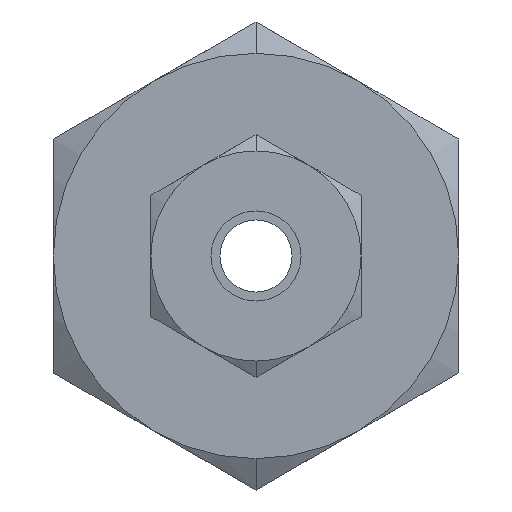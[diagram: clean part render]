
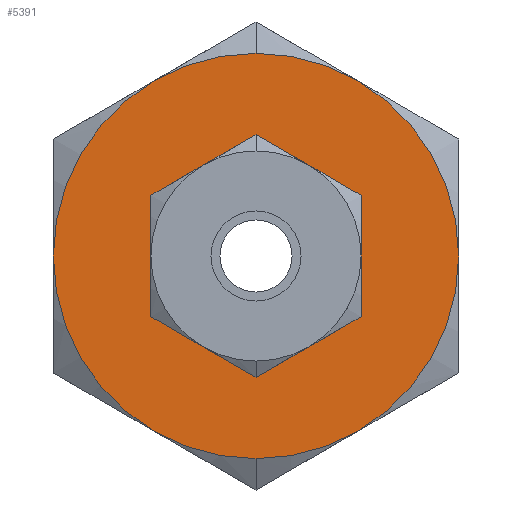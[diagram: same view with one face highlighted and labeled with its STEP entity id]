
A CAD part, left-side view. The second image highlights one B-rep face of the part: STEP entity #5391.
In plain terms, the highlighted planar face has unit normal (-1, 0, 0).
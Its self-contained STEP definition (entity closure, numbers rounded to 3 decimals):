
#168 = AXIS2_PLACEMENT_3D ( 'NONE', #3228, #6089, #6045 ) ;
#188 = CARTESIAN_POINT ( 'NONE',  ( 17.7, -6.75, 11.691 ) ) ;
#199 = EDGE_LOOP ( 'NONE', ( #6995, #2582 ) ) ;
#586 = CARTESIAN_POINT ( 'NONE',  ( 17.7, 0., 0. ) ) ;
#693 = EDGE_CURVE ( 'NONE', #3052, #7334, #6959, .T. ) ;
#951 = DIRECTION ( 'NONE',  ( 0., 0., 1. ) ) ;
#1061 = DIRECTION ( 'NONE',  ( 1., 0., 0. ) ) ;
#1306 = DIRECTION ( 'NONE',  ( 0., -0.5, 0.866 ) ) ;
#1451 = ORIENTED_EDGE ( 'NONE', *, *, #8838, .T. ) ;
#1510 = CARTESIAN_POINT ( 'NONE',  ( 17.7, 0., 0. ) ) ;
#1556 = DIRECTION ( 'NONE',  ( 0., 0.5, 0.866 ) ) ;
#1703 = CIRCLE ( 'NONE', #2902, 13.5 ) ;
#1730 = EDGE_CURVE ( 'NONE', #6637, #6929, #7578, .T. ) ;
#1800 = AXIS2_PLACEMENT_3D ( 'NONE', #9309, #8725, #2192 ) ;
#1834 = CARTESIAN_POINT ( 'NONE',  ( 17.7, 0., 0. ) ) ;
#1865 = CIRCLE ( 'NONE', #6720, 4.801 ) ;
#2022 = CARTESIAN_POINT ( 'NONE',  ( 17.7, 0., 0. ) ) ;
#2036 = DIRECTION ( 'NONE',  ( 1., 0., 0. ) ) ;
#2088 = ORIENTED_EDGE ( 'NONE', *, *, #8197, .T. ) ;
#2192 = DIRECTION ( 'NONE',  ( 0., -1., 0. ) ) ;
#2229 = EDGE_CURVE ( 'NONE', #3553, #9229, #6662, .T. ) ;
#2273 = CARTESIAN_POINT ( 'NONE',  ( 17.7, 0., 4.801 ) ) ;
#2274 = CARTESIAN_POINT ( 'NONE',  ( 17.7, -13.5, 0. ) ) ;
#2535 = EDGE_LOOP ( 'NONE', ( #1451, #4730, #5741, #6955, #6593, #2088, #2878, #6584 ) ) ;
#2582 = ORIENTED_EDGE ( 'NONE', *, *, #6677, .T. ) ;
#2586 = DIRECTION ( 'NONE',  ( -1., 0., 0. ) ) ;
#2718 = CIRCLE ( 'NONE', #5004, 13.5 ) ;
#2728 = EDGE_CURVE ( 'NONE', #7334, #6637, #2718, .T. ) ;
#2878 = ORIENTED_EDGE ( 'NONE', *, *, #8411, .T. ) ;
#2902 = AXIS2_PLACEMENT_3D ( 'NONE', #586, #7917, #4300 ) ;
#2922 = DIRECTION ( 'NONE',  ( -1., 0., 0. ) ) ;
#3052 = VERTEX_POINT ( 'NONE', #4629 ) ;
#3062 = EDGE_CURVE ( 'NONE', #9281, #5610, #3934, .T. ) ;
#3174 = CIRCLE ( 'NONE', #7888, 13.5 ) ;
#3184 = CARTESIAN_POINT ( 'NONE',  ( 17.7, 0., 0. ) ) ;
#3186 = CARTESIAN_POINT ( 'NONE',  ( 17.7, 0., -4.801 ) ) ;
#3228 = CARTESIAN_POINT ( 'NONE',  ( 17.7, 0., 0. ) ) ;
#3553 = VERTEX_POINT ( 'NONE', #2274 ) ;
#3642 = EDGE_CURVE ( 'NONE', #6472, #3052, #3174, .T. ) ;
#3667 = CIRCLE ( 'NONE', #168, 13.5 ) ;
#3934 = CIRCLE ( 'NONE', #5152, 4.801 ) ;
#4300 = DIRECTION ( 'NONE',  ( 0., 0., -1. ) ) ;
#4629 = CARTESIAN_POINT ( 'NONE',  ( 17.7, 6.75, 11.691 ) ) ;
#4682 = DIRECTION ( 'NONE',  ( -1., 0., 0. ) ) ;
#4686 = AXIS2_PLACEMENT_3D ( 'NONE', #2022, #2586, #5496 ) ;
#4730 = ORIENTED_EDGE ( 'NONE', *, *, #3642, .T. ) ;
#4737 = AXIS2_PLACEMENT_3D ( 'NONE', #3184, #6939, #6088 ) ;
#4738 = AXIS2_PLACEMENT_3D ( 'NONE', #8593, #4921, #1306 ) ;
#4845 = DIRECTION ( 'NONE',  ( 0., 0., 1. ) ) ;
#4921 = DIRECTION ( 'NONE',  ( -1., 0., 0. ) ) ;
#5004 = AXIS2_PLACEMENT_3D ( 'NONE', #1834, #4682, #8982 ) ;
#5152 = AXIS2_PLACEMENT_3D ( 'NONE', #7580, #1061, #8441 ) ;
#5183 = CARTESIAN_POINT ( 'NONE',  ( 17.7, 0., 13.5 ) ) ;
#5391 = ADVANCED_FACE ( 'NONE', ( #6802, #9048 ), #6894, .F. ) ;
#5496 = DIRECTION ( 'NONE',  ( 0., 0.5, -0.866 ) ) ;
#5610 = VERTEX_POINT ( 'NONE', #2273 ) ;
#5741 = ORIENTED_EDGE ( 'NONE', *, *, #693, .T. ) ;
#6045 = DIRECTION ( 'NONE',  ( 0., -0.5, -0.866 ) ) ;
#6088 = DIRECTION ( 'NONE',  ( 0., 1., 0. ) ) ;
#6089 = DIRECTION ( 'NONE',  ( -1., 0., 0. ) ) ;
#6472 = VERTEX_POINT ( 'NONE', #5183 ) ;
#6573 = CIRCLE ( 'NONE', #4738, 13.5 ) ;
#6584 = ORIENTED_EDGE ( 'NONE', *, *, #2229, .T. ) ;
#6593 = ORIENTED_EDGE ( 'NONE', *, *, #1730, .T. ) ;
#6637 = VERTEX_POINT ( 'NONE', #7608 ) ;
#6662 = CIRCLE ( 'NONE', #1800, 13.5 ) ;
#6677 = EDGE_CURVE ( 'NONE', #5610, #9281, #1865, .T. ) ;
#6720 = AXIS2_PLACEMENT_3D ( 'NONE', #8516, #2036, #4845 ) ;
#6802 = FACE_BOUND ( 'NONE', #199, .T. ) ;
#6894 = PLANE ( 'NONE',  #4737 ) ;
#6929 = VERTEX_POINT ( 'NONE', #6976 ) ;
#6939 = DIRECTION ( 'NONE',  ( 1., 0., 0. ) ) ;
#6955 = ORIENTED_EDGE ( 'NONE', *, *, #2728, .T. ) ;
#6959 = CIRCLE ( 'NONE', #8488, 13.5 ) ;
#6976 = CARTESIAN_POINT ( 'NONE',  ( 17.7, 0., -13.5 ) ) ;
#6995 = ORIENTED_EDGE ( 'NONE', *, *, #3062, .T. ) ;
#7291 = CARTESIAN_POINT ( 'NONE',  ( 17.7, -6.75, -11.691 ) ) ;
#7334 = VERTEX_POINT ( 'NONE', #7730 ) ;
#7430 = VERTEX_POINT ( 'NONE', #7291 ) ;
#7578 = CIRCLE ( 'NONE', #4686, 13.5 ) ;
#7580 = CARTESIAN_POINT ( 'NONE',  ( 17.7, 0., 0. ) ) ;
#7608 = CARTESIAN_POINT ( 'NONE',  ( 17.7, 6.75, -11.691 ) ) ;
#7730 = CARTESIAN_POINT ( 'NONE',  ( 17.7, 13.5, 0. ) ) ;
#7888 = AXIS2_PLACEMENT_3D ( 'NONE', #8277, #8950, #951 ) ;
#7917 = DIRECTION ( 'NONE',  ( -1., 0., 0. ) ) ;
#8197 = EDGE_CURVE ( 'NONE', #6929, #7430, #1703, .T. ) ;
#8277 = CARTESIAN_POINT ( 'NONE',  ( 17.7, 0., 0. ) ) ;
#8411 = EDGE_CURVE ( 'NONE', #7430, #3553, #3667, .T. ) ;
#8441 = DIRECTION ( 'NONE',  ( 0., 0., -1. ) ) ;
#8488 = AXIS2_PLACEMENT_3D ( 'NONE', #1510, #2922, #1556 ) ;
#8516 = CARTESIAN_POINT ( 'NONE',  ( 17.7, 0., 0. ) ) ;
#8593 = CARTESIAN_POINT ( 'NONE',  ( 17.7, 0., 0. ) ) ;
#8725 = DIRECTION ( 'NONE',  ( -1., 0., 0. ) ) ;
#8838 = EDGE_CURVE ( 'NONE', #9229, #6472, #6573, .T. ) ;
#8950 = DIRECTION ( 'NONE',  ( -1., 0., 0. ) ) ;
#8982 = DIRECTION ( 'NONE',  ( 0., 1., 0. ) ) ;
#9048 = FACE_OUTER_BOUND ( 'NONE', #2535, .T. ) ;
#9229 = VERTEX_POINT ( 'NONE', #188 ) ;
#9281 = VERTEX_POINT ( 'NONE', #3186 ) ;
#9309 = CARTESIAN_POINT ( 'NONE',  ( 17.7, 0., 0. ) ) ;
